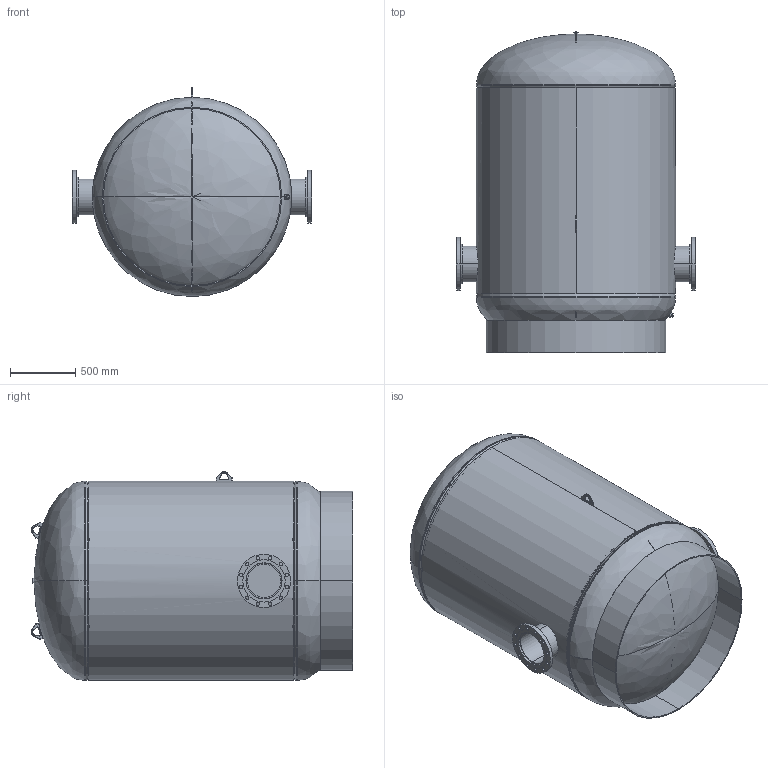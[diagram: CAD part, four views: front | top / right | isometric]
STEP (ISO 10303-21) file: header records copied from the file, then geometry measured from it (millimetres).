
FILE_DESCRIPTION (( 'STEP AP203' ), '1' );
FILE_NAME ('CBT-1040-10F.STEP', '2021-03-26T12:37:48', ( '' ), ( '' ), 'SwSTEP 2.0', 'SolidWorks 2021', '' );
FILE_SCHEMA (( 'CONFIG_CONTROL_DESIGN' ));
Length unit declared in the file: inch
Products named in the file (13): 9200244; 99B0419; 9500040; 55K0266; 9500050; 9400542; PLUGS_9500150; CBT-1040-10F; 9301130_7; 55Q0529; SORF FLANGES ASME B16.5_10 150# SA-105; 9455060
Assembly tree (27 placements, depth 2):
  CBT-1040-10F
    99B0419
    9200244
    9200244
    9500040
    9500050
    9301130_7  x2
    SORF FLANGES ASME B16.5_10 150# SA-105  x2
    PLUGS_9500150
    9455060
    55K0266  x12
    9400542  x3
    55Q0529
Bounding box: 1828.8 x 2460.69 x 1599.38 mm (x, y, z)
Volume: 125900380.1 mm3; surface area: 33971448.5 mm2
Topology: 27 solids, 27 shells, 475 faces, 1074 edges, 654 vertices
Faces by surface type: cylinder 209, plane 152, torus 76, cone 24, bspline 14
Entity records: 12842 total; most frequent: CARTESIAN_POINT 5325, DIRECTION 1328, ORIENTED_EDGE 1100, AXIS2_PLACEMENT_3D 553, EDGE_CURVE 550, VERTEX_POINT 334, CIRCLE 294, EDGE_LOOP 288
